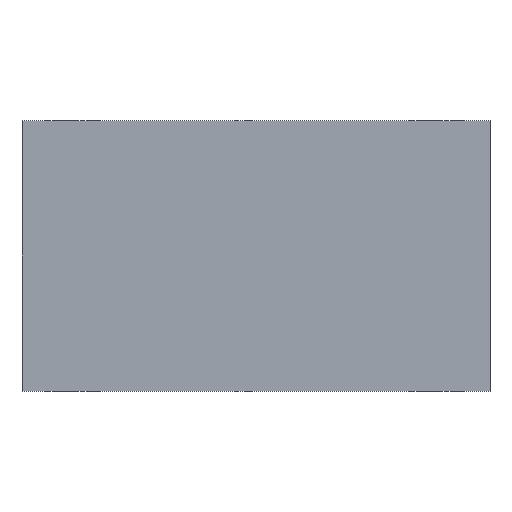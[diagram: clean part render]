
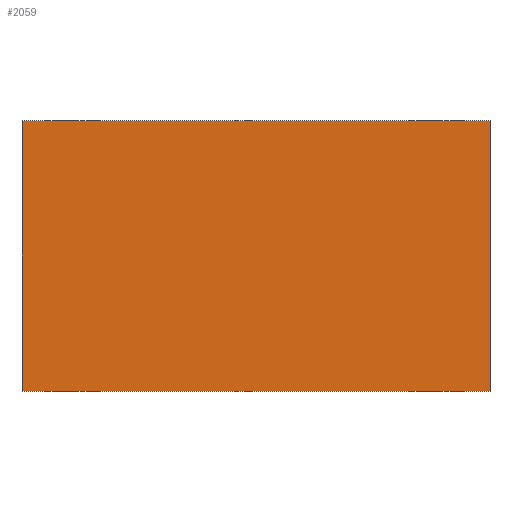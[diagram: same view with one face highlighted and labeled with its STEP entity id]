
A CAD part, front view. The second image highlights one B-rep face of the part: STEP entity #2059.
In plain terms, the highlighted planar face has unit normal (0, -1, 0).
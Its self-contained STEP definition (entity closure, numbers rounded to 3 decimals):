
#34=PLANE('',#2235);
#95=LINE('',#3321,#220);
#99=LINE('',#3336,#224);
#102=LINE('',#3347,#227);
#104=LINE('',#3356,#229);
#220=VECTOR('',#2491,1000.);
#224=VECTOR('',#2503,1000.);
#227=VECTOR('',#2514,1000.);
#229=VECTOR('',#2524,1000.);
#565=ORIENTED_EDGE('',*,*,#1137,.T.);
#566=ORIENTED_EDGE('',*,*,#1126,.F.);
#567=ORIENTED_EDGE('',*,*,#1132,.F.);
#568=ORIENTED_EDGE('',*,*,#1119,.T.);
#1119=EDGE_CURVE('',#1400,#1399,#95,.T.);
#1126=EDGE_CURVE('',#1406,#1407,#99,.T.);
#1132=EDGE_CURVE('',#1400,#1406,#102,.T.);
#1137=EDGE_CURVE('',#1399,#1407,#104,.T.);
#1399=VERTEX_POINT('',#3320);
#1400=VERTEX_POINT('',#3322);
#1406=VERTEX_POINT('',#3335);
#1407=VERTEX_POINT('',#3337);
#1643=EDGE_LOOP('',(#565,#566,#567,#568));
#1834=FACE_BOUND('',#1643,.T.);
#2059=ADVANCED_FACE('',(#1834),#34,.F.);
#2235=AXIS2_PLACEMENT_3D('',#3357,#2525,#2526);
#2491=DIRECTION('',(0.,0.,-1.));
#2503=DIRECTION('',(0.,0.,-1.));
#2514=DIRECTION('',(1.,0.,0.));
#2524=DIRECTION('',(1.,0.,0.));
#2525=DIRECTION('',(0.,1.,0.));
#2526=DIRECTION('',(0.,0.,1.));
#3320=CARTESIAN_POINT('',(-22.5,0.,-13.));
#3321=CARTESIAN_POINT('',(-22.5,0.,13.));
#3322=CARTESIAN_POINT('',(-22.5,0.,13.));
#3335=CARTESIAN_POINT('',(22.5,0.,13.));
#3336=CARTESIAN_POINT('',(22.5,0.,13.));
#3337=CARTESIAN_POINT('',(22.5,0.,-13.));
#3347=CARTESIAN_POINT('',(-22.5,0.,13.));
#3356=CARTESIAN_POINT('',(-22.5,0.,-13.));
#3357=CARTESIAN_POINT('',(-22.5,0.,13.));
